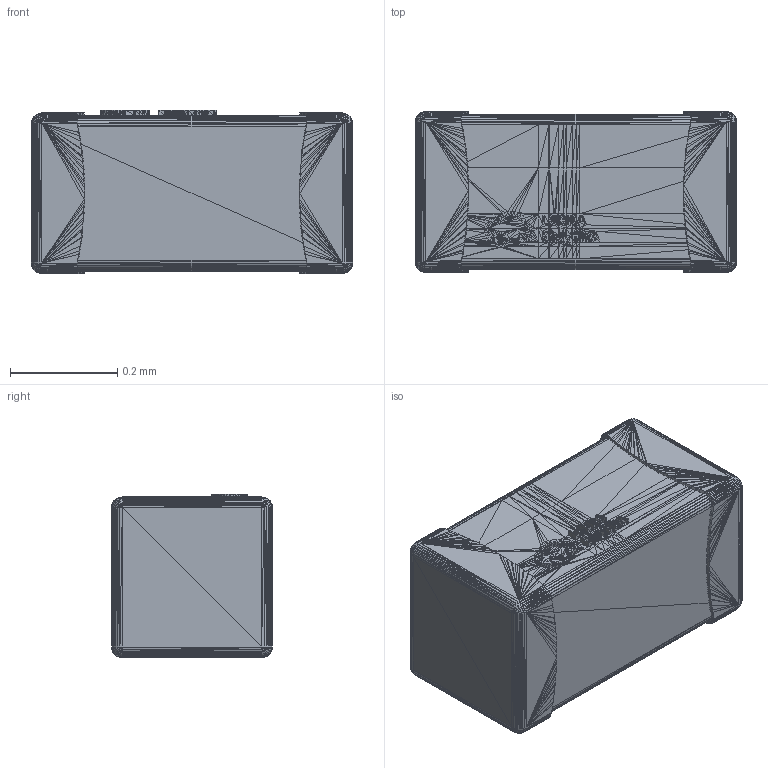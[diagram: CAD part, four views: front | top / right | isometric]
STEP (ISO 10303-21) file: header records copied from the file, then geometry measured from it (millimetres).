
FILE_DESCRIPTION(('auto-generated'),'2;1');
FILE_SCHEMA(('CONFIG_CONTROL_DESIGN'));
Bounding box: 0.6 x 0.3 x 0.3 mm (x, y, z)
Volume: 0 mm3; surface area: 1.4 mm2
Topology: 2 solids, 34 shells, 5364 faces, 8740 edges, 3382 vertices
Faces by surface type: plane 5364
Entity records: 84891 total; most frequent: ORIENTED_EDGE 16092, DIRECTION 11985, LINE 8740, EDGE_CURVE 8740, VECTOR 5684, AXIS2_PLACEMENT_3D 5365, PLANE 5364, EDGE_LOOP 5364
